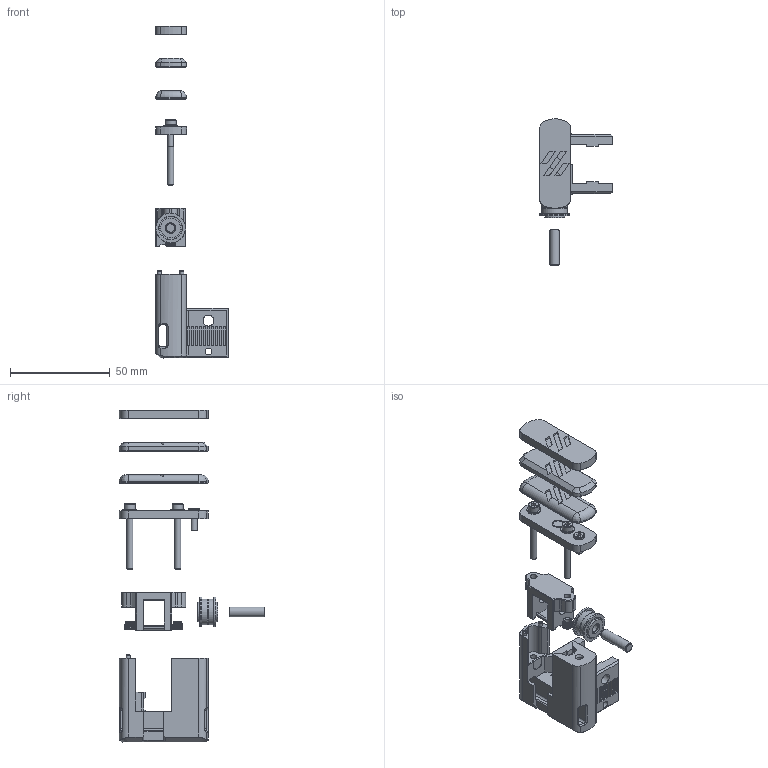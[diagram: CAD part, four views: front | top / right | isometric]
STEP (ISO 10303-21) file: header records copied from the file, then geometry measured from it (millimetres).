
FILE_DESCRIPTION(/* description */ (''),/* implementation_level */ '2;1');
FILE_NAME(/* name */ 'Assembly_Front-Idlers_v2.stp',/* time_stamp */ '2021-09-03T02:44:16+02:00',/* author */ ('Rama'),/* organization */ (''),/* preprocessor_version */ 'ST-DEVELOPER v18.1',/* originating_system */ 'Autodesk Inventor 2021',/* authorisation */ '');
FILE_SCHEMA (('AUTOMOTIVE_DESIGN { 1 0 10303 214 3 1 1 }'));
Length unit declared in the file: millimetre
Products named in the file (16): Assembly_Front-Idlers2; Front_Idler1; Cover1; Cover2; 5x20 Shaft; Inside-holder; 6x3 Magnet; DIN 912 - M3 x 30; DIN 125 - A 3,2; DIN 912 - M3 x 8; Idler Assembly (1); M5 1mm Spacer (1); F695 ZZ (1); M3 Threaded Insert (1); Cover3; Cover4
Assembly tree (21 placements, depth 3):
  Assembly_Front-Idlers2
    Front_Idler1
    Cover1
    Cover2
    5x20 Shaft
    Inside-holder
    6x3 Magnet  x2
    DIN 912 - M3 x 30  x2
    DIN 125 - A 3,2  x2
    DIN 912 - M3 x 8
    Idler Assembly (1)
      M5 1mm Spacer (1)  x2
      F695 ZZ (1)  x2
    M3 Threaded Insert (1)  x2
    Cover3
    Cover4
Bounding box: 36.5 x 73.23 x 166.81 mm (x, y, z)
Volume: 35861.9 mm3; surface area: 24178.2 mm2
Topology: 20 solids, 20 shells, 931 faces, 2478 edges, 1701 vertices
Faces by surface type: plane 442, cylinder 195, bspline 189, cone 91, torus 14
Full cylindrical faces by diameter (mm): 2 x2, 2.4 x2, 2.8 x1, 2.9 x2, 3 x3, 3.2 x2, 3.3 x5, 3.4 x4, 4.2 x2, 4.25 x2, 4.6 x2, 4.8 x2, 4.96 x1, 5 x4, 5.4 x4, 5.5 x3, 5.8 x4, 6 x2, 6.05 x4, 6.5 x4, 7 x2, 7.1 x6, 10 x2, 11.5 x4, 13 x2, 15 x2
Entity records: 26929 total; most frequent: CARTESIAN_POINT 7530, ORIENTED_EDGE 3962, DIRECTION 3743, EDGE_CURVE 1981, VERTEX_POINT 1299, AXIS2_PLACEMENT_3D 1294, LINE 1155, VECTOR 1155
